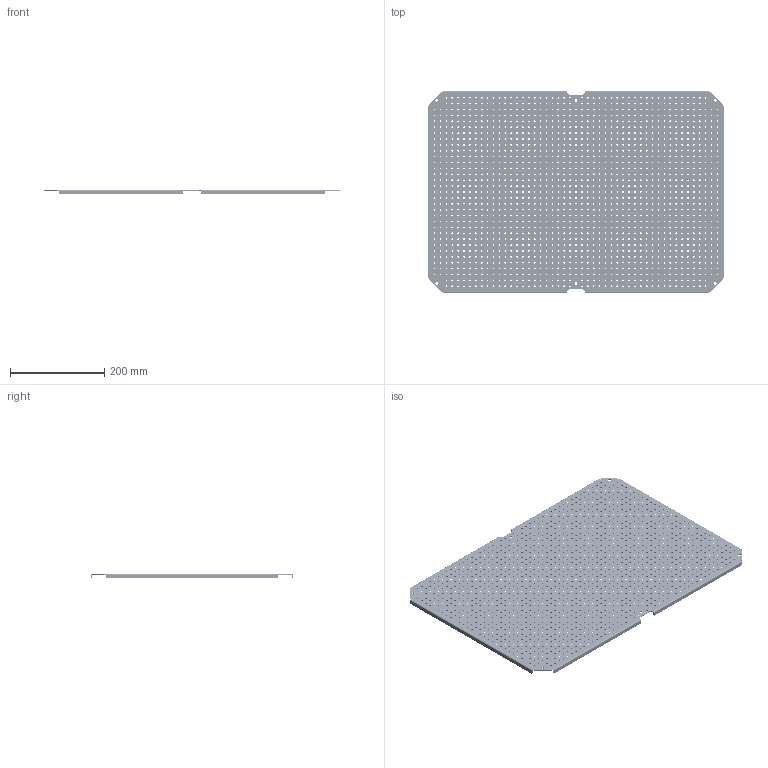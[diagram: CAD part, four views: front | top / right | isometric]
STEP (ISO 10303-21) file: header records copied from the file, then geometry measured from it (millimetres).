
FILE_DESCRIPTION (( 'STEP AP203' ), '1' );
FILE_NAME ('MPMP 7050.STEP', '2021-11-16T13:49:33', ( '' ), ( '' ), 'SwSTEP 2.0', 'SolidWorks 2020', '' );
FILE_SCHEMA (( 'CONFIG_CONTROL_DESIGN' ));
Products named in the file (1): MPMP 7050
Bounding box: 630 x 430 x 10 mm (x, y, z)
Volume: 529723.5 mm3; surface area: 570413.1 mm2
Topology: 1 solids, 1 shells, 3284 faces, 9846 edges, 6564 vertices
Faces by surface type: cylinder 3234, plane 50
Entity records: 121287 total; most frequent: DIRECTION 22884, CARTESIAN_POINT 19695, ORIENTED_EDGE 19692, EDGE_CURVE 9846, AXIS2_PLACEMENT_3D 9753, VERTEX_POINT 6564, EDGE_LOOP 6490, CIRCLE 6468
